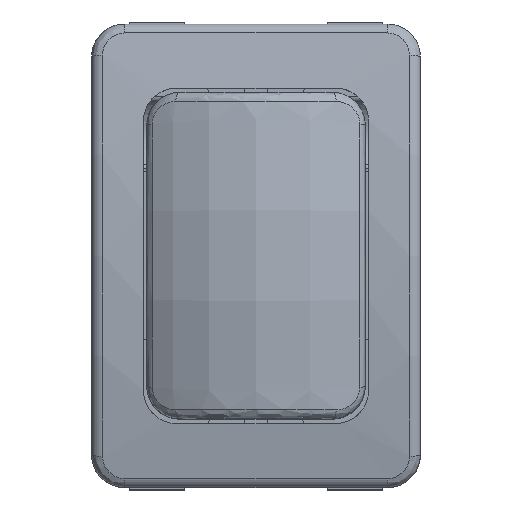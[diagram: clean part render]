
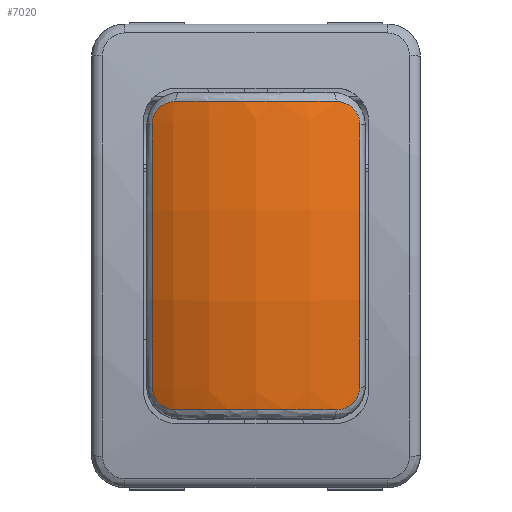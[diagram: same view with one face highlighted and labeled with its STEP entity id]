
A CAD part, top view. The second image highlights one B-rep face of the part: STEP entity #7020.
In plain terms, the highlighted toroidal (fillet/blend) face has major radius 30.549 mm and minor radius 9.451 mm.
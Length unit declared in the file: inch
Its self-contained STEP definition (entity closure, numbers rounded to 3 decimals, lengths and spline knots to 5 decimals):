
#6136=CARTESIAN_POINT('',(-0.18498,-0.23491,0.81846));
#6137=VERTEX_POINT('',#6136);
#6161=CARTESIAN_POINT('',(-0.14341,-0.27488,0.83253));
#6162=VERTEX_POINT('',#6161);
#6170=CARTESIAN_POINT('',(-0.14341,-0.27488,0.83253));
#6171=CARTESIAN_POINT('',(-0.14785,-0.27486,0.83065));
#6172=CARTESIAN_POINT('',(-0.15679,-0.27345,0.8269));
#6173=CARTESIAN_POINT('',(-0.16766,-0.26796,0.82248));
#6174=CARTESIAN_POINT('',(-0.17564,-0.26063,0.81952));
#6175=CARTESIAN_POINT('',(-0.18093,-0.25289,0.8179));
#6176=CARTESIAN_POINT('',(-0.18425,-0.24411,0.81744));
#6177=CARTESIAN_POINT('',(-0.18498,-0.23795,0.81799));
#6178=CARTESIAN_POINT('',(-0.18498,-0.23491,0.81846));
#6179=B_SPLINE_CURVE_WITH_KNOTS('',3,(#6170,#6171,#6172,#6173,#6174,#6175,#6176,#6177,#6178),.UNSPECIFIED.,.F.,.U.,(4,1,1,1,1,1,4),(-0.16214,-0.12739,-0.09265,-0.06949,-0.04632,-0.02316,0.0),.UNSPECIFIED.);
#6180=EDGE_CURVE('',#6162,#6137,#6179,.T.);
#6256=CARTESIAN_POINT('',(0.14341,-0.27488,0.83253));
#6257=VERTEX_POINT('',#6256);
#6265=CARTESIAN_POINT('',(0.14341,-0.27488,0.83253));
#6266=CARTESIAN_POINT('',(0.13055,-0.27492,0.83798));
#6267=CARTESIAN_POINT('',(0.0909,-0.27502,0.85219));
#6268=CARTESIAN_POINT('',(0.02153,-0.2751,0.86428));
#6269=CARTESIAN_POINT('',(-0.04184,-0.27508,0.86073));
#6270=CARTESIAN_POINT('',(-0.09724,-0.275,0.84949));
#6271=CARTESIAN_POINT('',(-0.12412,-0.27494,0.84071));
#6272=CARTESIAN_POINT('',(-0.14341,-0.27488,0.83253));
#6273=B_SPLINE_CURVE_WITH_KNOTS('',3,(#6265,#6266,#6267,#6268,#6269,#6270,#6271,#6272),.UNSPECIFIED.,.F.,.U.,(4,1,1,1,1,4),(-0.70608,-0.60521,-0.40347,-0.20174,-0.1513,0.),.UNSPECIFIED.);
#6274=EDGE_CURVE('',#6257,#6162,#6273,.T.);
#6315=CARTESIAN_POINT('',(-0.18498,0.23492,0.81832));
#6316=VERTEX_POINT('',#6315);
#6335=CARTESIAN_POINT('',(-0.18498,-0.23491,0.81846));
#6336=CARTESIAN_POINT('',(-0.18498,-0.16859,0.82878));
#6337=CARTESIAN_POINT('',(-0.18498,-0.01144,0.84273));
#6338=CARTESIAN_POINT('',(-0.18498,0.1465,0.83213));
#6339=CARTESIAN_POINT('',(-0.18498,0.23492,0.81832));
#6340=B_SPLINE_CURVE_WITH_KNOTS('',3,(#6335,#6336,#6337,#6338,#6339),.UNSPECIFIED.,.F.,.U.,(4,1,4),(-1.18,-0.67429,0.0),.UNSPECIFIED.);
#6341=EDGE_CURVE('',#6137,#6316,#6340,.T.);
#6441=CARTESIAN_POINT('',(0.18498,-0.23491,0.81846));
#6442=VERTEX_POINT('',#6441);
#6450=CARTESIAN_POINT('',(0.18498,-0.23491,0.81846));
#6451=CARTESIAN_POINT('',(0.18498,-0.23794,0.81799));
#6452=CARTESIAN_POINT('',(0.18424,-0.2441,0.81744));
#6453=CARTESIAN_POINT('',(0.18095,-0.25286,0.81789));
#6454=CARTESIAN_POINT('',(0.17564,-0.26063,0.81952));
#6455=CARTESIAN_POINT('',(0.17,-0.26583,0.82161));
#6456=CARTESIAN_POINT('',(0.16232,-0.27085,0.82463));
#6457=CARTESIAN_POINT('',(0.15527,-0.27353,0.82754));
#6458=CARTESIAN_POINT('',(0.14786,-0.27471,0.83065));
#6459=CARTESIAN_POINT('',(0.14489,-0.27487,0.8319));
#6460=CARTESIAN_POINT('',(0.14341,-0.27488,0.83253));
#6461=B_SPLINE_CURVE_WITH_KNOTS('',3,(#6450,#6451,#6452,#6453,#6454,#6455,#6456,#6457,#6458,#6459,#6460),.UNSPECIFIED.,.F.,.U.,(4,1,1,1,1,1,1,1,4),(-0.16203,-0.13888,-0.11574,-0.09259,-0.06944,-0.05787,-0.02315,-0.01157,0.0),.UNSPECIFIED.);
#6462=EDGE_CURVE('',#6442,#6257,#6461,.T.);
#6545=CARTESIAN_POINT('',(-0.14341,0.27489,0.83236));
#6546=VERTEX_POINT('',#6545);
#6571=CARTESIAN_POINT('',(-0.18498,0.23492,0.81832));
#6572=CARTESIAN_POINT('',(-0.18498,0.23796,0.81784));
#6573=CARTESIAN_POINT('',(-0.18425,0.24411,0.81729));
#6574=CARTESIAN_POINT('',(-0.18092,0.25292,0.81775));
#6575=CARTESIAN_POINT('',(-0.17609,0.25999,0.81922));
#6576=CARTESIAN_POINT('',(-0.17081,0.26513,0.82114));
#6577=CARTESIAN_POINT('',(-0.16587,0.26864,0.82306));
#6578=CARTESIAN_POINT('',(-0.16049,0.27148,0.82523));
#6579=CARTESIAN_POINT('',(-0.15309,0.27408,0.82828));
#6580=CARTESIAN_POINT('',(-0.14711,0.27488,0.8308));
#6581=CARTESIAN_POINT('',(-0.14341,0.27489,0.83236));
#6582=B_SPLINE_CURVE_WITH_KNOTS('',3,(#6571,#6572,#6573,#6574,#6575,#6576,#6577,#6578,#6579,#6580,#6581),.UNSPECIFIED.,.F.,.U.,(4,1,1,1,1,1,1,1,4),(-0.16213,-0.13897,-0.11581,-0.09265,-0.07527,-0.0608,-0.04632,-0.02895,0.0),.UNSPECIFIED.);
#6583=EDGE_CURVE('',#6316,#6546,#6582,.T.);
#6635=CARTESIAN_POINT('',(0.18498,0.23492,0.81832));
#6636=VERTEX_POINT('',#6635);
#6644=CARTESIAN_POINT('',(0.18498,0.23492,0.81832));
#6645=CARTESIAN_POINT('',(0.18498,0.1686,0.82867));
#6646=CARTESIAN_POINT('',(0.18498,0.01147,0.84272));
#6647=CARTESIAN_POINT('',(0.18498,-0.14648,0.83222));
#6648=CARTESIAN_POINT('',(0.18498,-0.23491,0.81846));
#6649=B_SPLINE_CURVE_WITH_KNOTS('',3,(#6644,#6645,#6646,#6647,#6648),.UNSPECIFIED.,.F.,.U.,(4,1,4),(-1.18,-0.67429,0.0),.UNSPECIFIED.);
#6650=EDGE_CURVE('',#6636,#6442,#6649,.T.);
#6719=CARTESIAN_POINT('',(0.14341,0.27489,0.83236));
#6720=VERTEX_POINT('',#6719);
#6743=CARTESIAN_POINT('',(-0.14341,0.27489,0.83236));
#6744=CARTESIAN_POINT('',(-0.13386,0.27492,0.83641));
#6745=CARTESIAN_POINT('',(-0.12422,0.27494,0.84002));
#6746=CARTESIAN_POINT('',(-0.11454,0.27497,0.8432));
#6747=CARTESIAN_POINT('',(-0.10487,0.27499,0.84638));
#6748=CARTESIAN_POINT('',(-0.09516,0.27501,0.84912));
#6749=CARTESIAN_POINT('',(-0.08547,0.27503,0.85144));
#6750=CARTESIAN_POINT('',(-0.07578,0.27504,0.85376));
#6751=CARTESIAN_POINT('',(-0.06612,0.27506,0.85566));
#6752=CARTESIAN_POINT('',(-0.05651,0.27507,0.85715));
#6753=CARTESIAN_POINT('',(-0.04691,0.27508,0.85865));
#6754=CARTESIAN_POINT('',(-0.03737,0.27509,0.85975));
#6755=CARTESIAN_POINT('',(-0.02794,0.27509,0.86047));
#6756=CARTESIAN_POINT('',(-0.01851,0.27509,0.86119));
#6757=CARTESIAN_POINT('',(-0.00918,0.2751,0.86153));
#6758=CARTESIAN_POINT('',(0.,0.2751,0.86153));
#6759=CARTESIAN_POINT('',(0.00918,0.2751,0.86153));
#6760=CARTESIAN_POINT('',(0.01851,0.2751,0.86119));
#6761=CARTESIAN_POINT('',(0.02794,0.27509,0.86047));
#6762=CARTESIAN_POINT('',(0.03737,0.27509,0.85975));
#6763=CARTESIAN_POINT('',(0.04691,0.27508,0.85865));
#6764=CARTESIAN_POINT('',(0.05651,0.27507,0.85715));
#6765=CARTESIAN_POINT('',(0.06612,0.27506,0.85566));
#6766=CARTESIAN_POINT('',(0.07578,0.27504,0.85376));
#6767=CARTESIAN_POINT('',(0.08547,0.27503,0.85144));
#6768=CARTESIAN_POINT('',(0.09516,0.27501,0.84912));
#6769=CARTESIAN_POINT('',(0.10487,0.27499,0.84638));
#6770=CARTESIAN_POINT('',(0.11454,0.27497,0.8432));
#6771=CARTESIAN_POINT('',(0.12422,0.27494,0.84002));
#6772=CARTESIAN_POINT('',(0.13386,0.27492,0.83641));
#6773=CARTESIAN_POINT('',(0.14341,0.27489,0.83236));
#6774=B_SPLINE_CURVE_WITH_KNOTS('',3,(#6743,#6744,#6745,#6746,#6747,#6748,#6749,#6750,#6751,#6752,#6753,#6754,#6755,#6756,#6757,#6758,#6759,#6760,#6761,#6762,#6763,#6764,#6765,#6766,#6767,#6768,#6769,#6770,#6771,#6772,#6773),.UNSPECIFIED.,.F.,.U.,(4,3,3,3,3,3,3,3,3,3,4),(-0.70608,-0.63548,-0.56487,-0.49426,-0.42365,-0.35304,-0.28243,-0.21183,-0.14122,-0.07061,0.),.UNSPECIFIED.);
#6775=EDGE_CURVE('',#6546,#6720,#6774,.T.);
#6874=CARTESIAN_POINT('',(0.14341,0.27489,0.83236));
#6875=CARTESIAN_POINT('',(0.14637,0.27488,0.83111));
#6876=CARTESIAN_POINT('',(0.15085,0.27441,0.82922));
#6877=CARTESIAN_POINT('',(0.1581,0.27246,0.82621));
#6878=CARTESIAN_POINT('',(0.1636,0.27003,0.82397));
#6879=CARTESIAN_POINT('',(0.17,0.26583,0.82145));
#6880=CARTESIAN_POINT('',(0.17564,0.26064,0.81936));
#6881=CARTESIAN_POINT('',(0.18095,0.25287,0.81774));
#6882=CARTESIAN_POINT('',(0.18424,0.24411,0.8173));
#6883=CARTESIAN_POINT('',(0.18498,0.23795,0.81784));
#6884=CARTESIAN_POINT('',(0.18498,0.23492,0.81832));
#6885=B_SPLINE_CURVE_WITH_KNOTS('',3,(#6874,#6875,#6876,#6877,#6878,#6879,#6880,#6881,#6882,#6883,#6884),.UNSPECIFIED.,.F.,.U.,(4,1,1,1,1,1,1,1,4),(-0.16203,-0.13888,-0.12731,-0.10416,-0.09259,-0.06944,-0.04629,-0.02315,0.),.UNSPECIFIED.);
#6886=EDGE_CURVE('',#6720,#6636,#6885,.T.);
#7005=CARTESIAN_POINT('',(0.,-0.00046,-0.68898));
#7006=DIRECTION('',(-1.,0.,0.));
#7007=DIRECTION('',(0.,0.0,1.));
#7008=AXIS2_PLACEMENT_3D('',#7005,#7006,#7007);
#7009=TOROIDAL_SURFACE('',#7008,1.20272,0.37208);
#7010=ORIENTED_EDGE('',*,*,#6180,.F.);
#7011=ORIENTED_EDGE('',*,*,#6274,.F.);
#7012=ORIENTED_EDGE('',*,*,#6462,.F.);
#7013=ORIENTED_EDGE('',*,*,#6650,.F.);
#7014=ORIENTED_EDGE('',*,*,#6886,.F.);
#7015=ORIENTED_EDGE('',*,*,#6775,.F.);
#7016=ORIENTED_EDGE('',*,*,#6583,.F.);
#7017=ORIENTED_EDGE('',*,*,#6341,.F.);
#7018=EDGE_LOOP('',(#7010,#7011,#7012,#7013,#7014,#7015,#7016,#7017));
#7019=FACE_OUTER_BOUND('',#7018,.T.);
#7020=ADVANCED_FACE('',(#7019),#7009,.T.);
